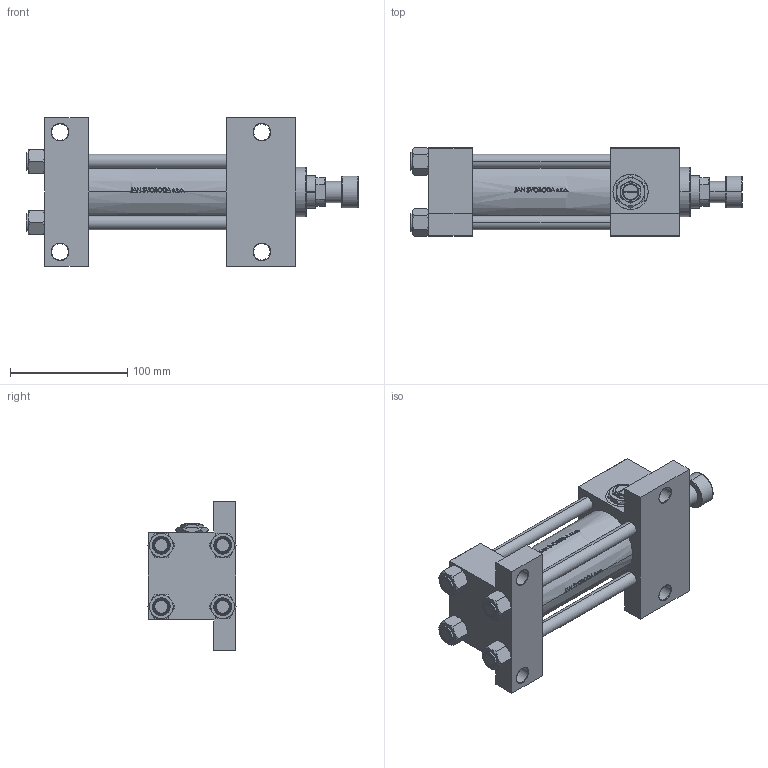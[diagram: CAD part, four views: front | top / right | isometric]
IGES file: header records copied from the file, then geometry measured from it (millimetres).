
Start section: SolidWorks IGES file using analytic representation for surfaces
Global section: file name: 47c4.IGS; native system: SolidWorks 2019; preprocessor: SolidWorks 2019; author: Model3D; date: 220416.034534; units: millimetre
Bounding box: 283 x 75.54 x 127 mm (x, y, z)
Surface area: 221160.2 mm2 (no closed solid volume)
Topology: 0 solids, 0 shells, 1229 faces, 18728 edges, 18726 vertices
Faces by surface type: bspline 875, revolution 354
